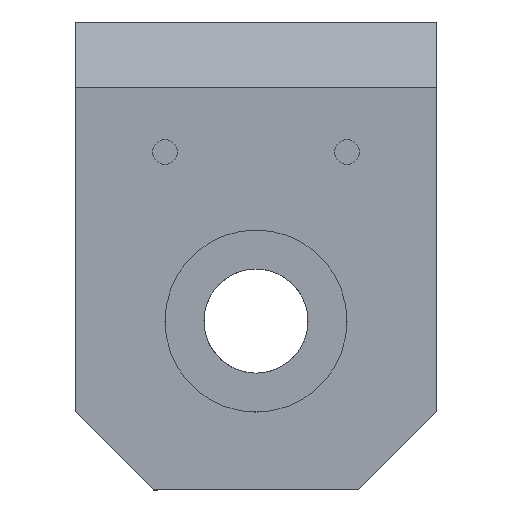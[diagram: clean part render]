
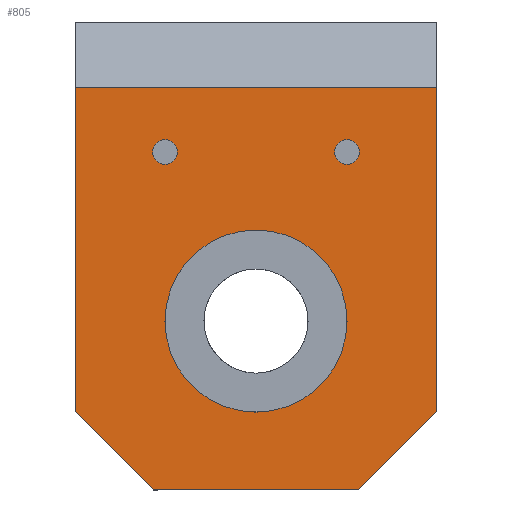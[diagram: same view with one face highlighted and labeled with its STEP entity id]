
A CAD part, left-side view. The second image highlights one B-rep face of the part: STEP entity #805.
In plain terms, the highlighted planar face has unit normal (-1, 0, 0).
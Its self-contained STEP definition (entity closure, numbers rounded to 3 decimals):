
#48=FACE_BOUND('',#187,.T.);
#49=FACE_BOUND('',#188,.T.);
#50=FACE_BOUND('',#189,.T.);
#73=PLANE('',#896);
#118=FACE_OUTER_BOUND('',#186,.T.);
#186=EDGE_LOOP('',(#733,#734,#735,#736,#737,#738));
#187=EDGE_LOOP('',(#739));
#188=EDGE_LOOP('',(#740));
#189=EDGE_LOOP('',(#741));
#244=LINE('',#1650,#308);
#246=LINE('',#1654,#310);
#248=LINE('',#1658,#312);
#250=LINE('',#1662,#314);
#253=LINE('',#1667,#317);
#254=LINE('',#1669,#318);
#308=VECTOR('',#1088,10.);
#310=VECTOR('',#1092,10.);
#312=VECTOR('',#1096,10.);
#314=VECTOR('',#1100,10.);
#317=VECTOR('',#1105,10.);
#318=VECTOR('',#1108,10.);
#320=CIRCLE('',#822,7.);
#353=CIRCLE('',#885,0.95);
#354=CIRCLE('',#887,0.95);
#356=VERTEX_POINT('',#1120);
#417=VERTEX_POINT('',#1639);
#418=VERTEX_POINT('',#1643);
#419=VERTEX_POINT('',#1647);
#420=VERTEX_POINT('',#1649);
#421=VERTEX_POINT('',#1653);
#422=VERTEX_POINT('',#1657);
#423=VERTEX_POINT('',#1661);
#424=VERTEX_POINT('',#1665);
#426=EDGE_CURVE('',#356,#356,#320,.T.);
#514=EDGE_CURVE('',#417,#417,#353,.T.);
#516=EDGE_CURVE('',#418,#418,#354,.T.);
#519=EDGE_CURVE('',#420,#419,#244,.T.);
#521=EDGE_CURVE('',#420,#421,#246,.T.);
#523=EDGE_CURVE('',#422,#421,#248,.T.);
#525=EDGE_CURVE('',#422,#423,#250,.T.);
#528=EDGE_CURVE('',#424,#423,#253,.T.);
#529=EDGE_CURVE('',#424,#419,#254,.T.);
#733=ORIENTED_EDGE('',*,*,#529,.F.);
#734=ORIENTED_EDGE('',*,*,#528,.T.);
#735=ORIENTED_EDGE('',*,*,#525,.F.);
#736=ORIENTED_EDGE('',*,*,#523,.T.);
#737=ORIENTED_EDGE('',*,*,#521,.F.);
#738=ORIENTED_EDGE('',*,*,#519,.T.);
#739=ORIENTED_EDGE('',*,*,#426,.T.);
#740=ORIENTED_EDGE('',*,*,#516,.T.);
#741=ORIENTED_EDGE('',*,*,#514,.T.);
#805=ADVANCED_FACE('',(#118,#48,#49,#50),#73,.F.);
#822=AXIS2_PLACEMENT_3D('',#1121,#902,#903);
#885=AXIS2_PLACEMENT_3D('',#1640,#1077,#1078);
#887=AXIS2_PLACEMENT_3D('',#1644,#1082,#1083);
#896=AXIS2_PLACEMENT_3D('',#1674,#1114,#1115);
#902=DIRECTION('center_axis',(1.,0.,0.));
#903=DIRECTION('ref_axis',(0.,0.,1.));
#1077=DIRECTION('center_axis',(1.,0.,0.));
#1078=DIRECTION('ref_axis',(0.,0.,
1.));
#1082=DIRECTION('center_axis',(1.,0.,0.));
#1083=DIRECTION('ref_axis',(0.,0.,
1.));
#1088=DIRECTION('',(0.,0.,-1.));
#1092=DIRECTION('',(0.,-1.,0.));
#1096=DIRECTION('',(0.,0.,1.));
#1100=DIRECTION('',(0.,0.707,-0.707));
#1105=DIRECTION('',(0.,-1.,0.));
#1108=DIRECTION('',(0.,0.707,0.707));
#1114=DIRECTION('center_axis',(1.,0.,0.));
#1115=DIRECTION('ref_axis',(0.,-1.,0.));
#1120=CARTESIAN_POINT('',(-27.,0.,-7.));
#1121=CARTESIAN_POINT('Origin',(-27.,0.,
0.));
#1639=CARTESIAN_POINT('',(-27.,-7.,12.05));
#1640=CARTESIAN_POINT('Origin',(-27.,-7.,13.));
#1643=CARTESIAN_POINT('',(-27.,7.,12.05));
#1644=CARTESIAN_POINT('Origin',(-27.,7.,13.));
#1647=CARTESIAN_POINT('',(-27.,13.91,-6.99));
#1649=CARTESIAN_POINT('',(-27.,13.91,18.));
#1650=CARTESIAN_POINT('',(-27.,13.91,-10.99));
#1653=CARTESIAN_POINT('',(-27.,-13.91,18.));
#1654=CARTESIAN_POINT('',(-27.,6.5,18.));
#1657=CARTESIAN_POINT('',(-27.,-13.91,-6.99));
#1658=CARTESIAN_POINT('',(-27.,-13.91,21.5));
#1661=CARTESIAN_POINT('',(-27.,-7.91,-12.99));
#1662=CARTESIAN_POINT('',(-27.,-12.68,-8.22));
#1665=CARTESIAN_POINT('',(-27.,7.91,-12.99));
#1667=CARTESIAN_POINT('',(-27.,-9.681,-12.99));
#1669=CARTESIAN_POINT('',(-27.,19.18,-1.72));
#1674=CARTESIAN_POINT('Origin',(-27.,13.,21.));
